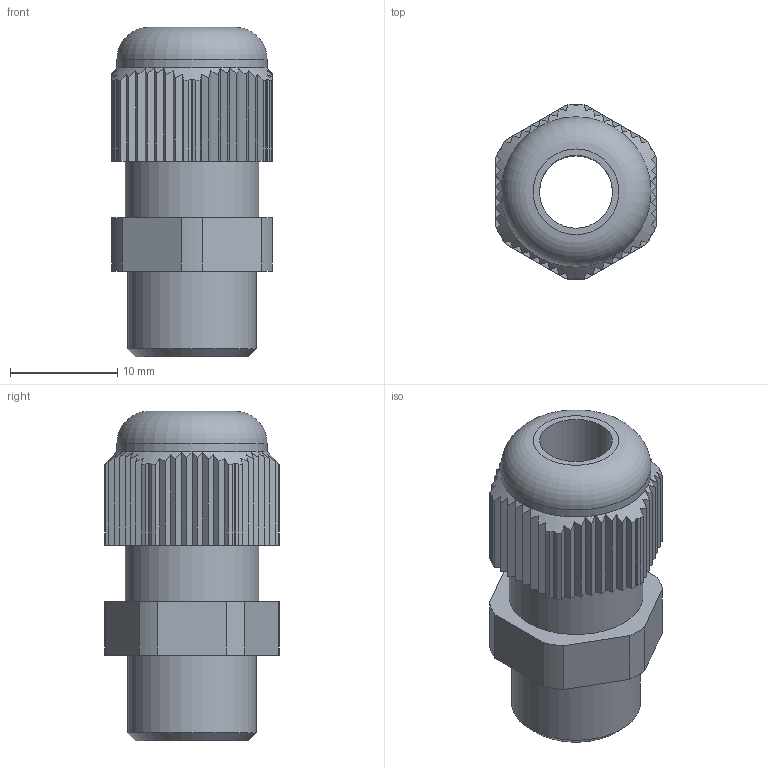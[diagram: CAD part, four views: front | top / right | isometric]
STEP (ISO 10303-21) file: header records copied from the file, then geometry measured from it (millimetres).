
FILE_DESCRIPTION((''),'2;1');
FILE_NAME('12002100_MBF 12.stp','2011-01-25T14:50:15',('kotzmaier'),(''),'Autodesk Inventor 2011','Autodesk Inventor 2011','');
FILE_SCHEMA(('AUTOMOTIVE_DESIGN { 1 0 10303 214 1 1 1 1 }'));
Length unit declared in the file: millimetre
Products named in the file (1): MBF12_3DSYM PART1
Bounding box: 15 x 16.3 x 30.76 mm (x, y, z)
Volume: 3458.6 mm3; surface area: 2494.7 mm2
Topology: 1 solids, 1 shells, 155 faces, 437 edges, 287 vertices
Faces by surface type: plane 119, cylinder 28, cone 7, torus 1
Full cylindrical faces by diameter (mm): 6.8 x1, 12 x1, 12.5 x1, 14 x1
Entity records: 4832 total; most frequent: CARTESIAN_POINT 1086, ORIENTED_EDGE 858, DIRECTION 696, EDGE_CURVE 429, VERTEX_POINT 285, VECTOR 258, LINE 258, AXIS2_PLACEMENT_3D 219
